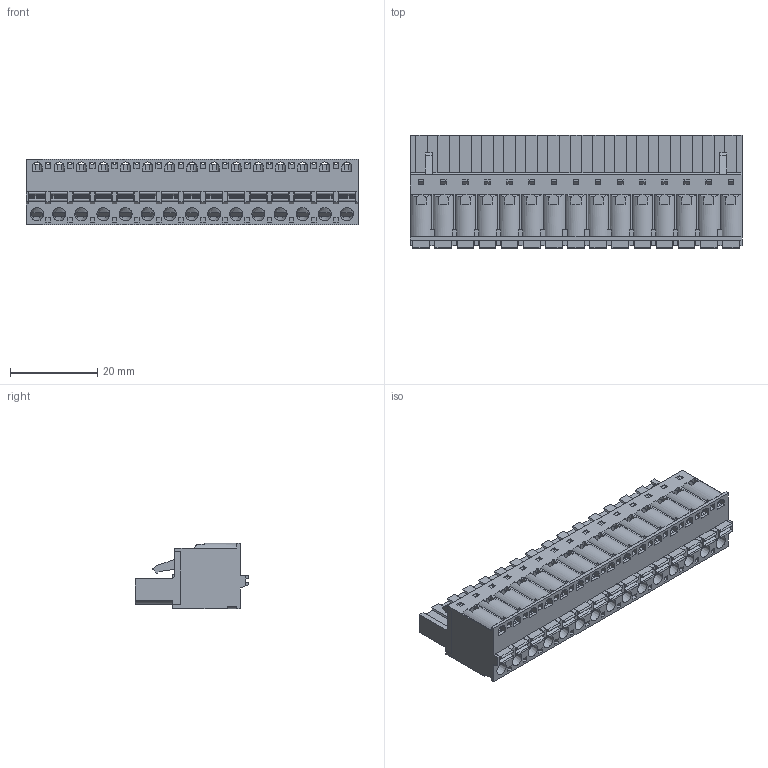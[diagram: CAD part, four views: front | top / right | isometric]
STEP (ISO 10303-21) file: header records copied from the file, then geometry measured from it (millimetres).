
FILE_DESCRIPTION(/* description */ ('Unknown'),/* implementation_level */ '2;1');
FILE_NAME(/* name */ '691353500015',/* time_stamp */ '2022-01-18T15:38:07+01:00',/* author */ ('Unknown'),/* organization */ ('Unknown'),/* preprocessor_version */ 'ST-DEVELOPER v16.7',/* originating_system */ 'Solid Edge',/* authorisation */ 'Unknown');
FILE_SCHEMA (('AUTOMOTIVE_DESIGN {1 0 10303 214 3 1 1}'));
Products named in the file (6): 6913535000xx; 691353500015; 691353500015_BAS; 6913535000xx_LANGUETTE; 6913535000xx_PIN; 6913535000xx_BOUTON
Assembly tree (47 placements, depth 2):
  6913535000xx
    691353500015
    691353500015_BAS
    6913535000xx_LANGUETTE  x15
    6913535000xx_PIN  x15
    6913535000xx_BOUTON  x15
Bounding box: 76.2 x 26.05 x 15 mm (x, y, z)
Volume: 12024 mm3; surface area: 29861.8 mm2
Topology: 47 solids, 47 shells, 4081 faces, 11654 edges, 7595 vertices
Faces by surface type: plane 3158, cylinder 863, bspline 45, cone 15
Full cylindrical faces by diameter (mm): 1.5 x15, 3 x15
Entity records: 69666 total; most frequent: CARTESIAN_POINT 14123, ORIENTED_EDGE 11928, DIRECTION 10785, EDGE_CURVE 5964, LINE 5211, VECTOR 5211, VERTEX_POINT 3925, AXIS2_PLACEMENT_3D 2787
